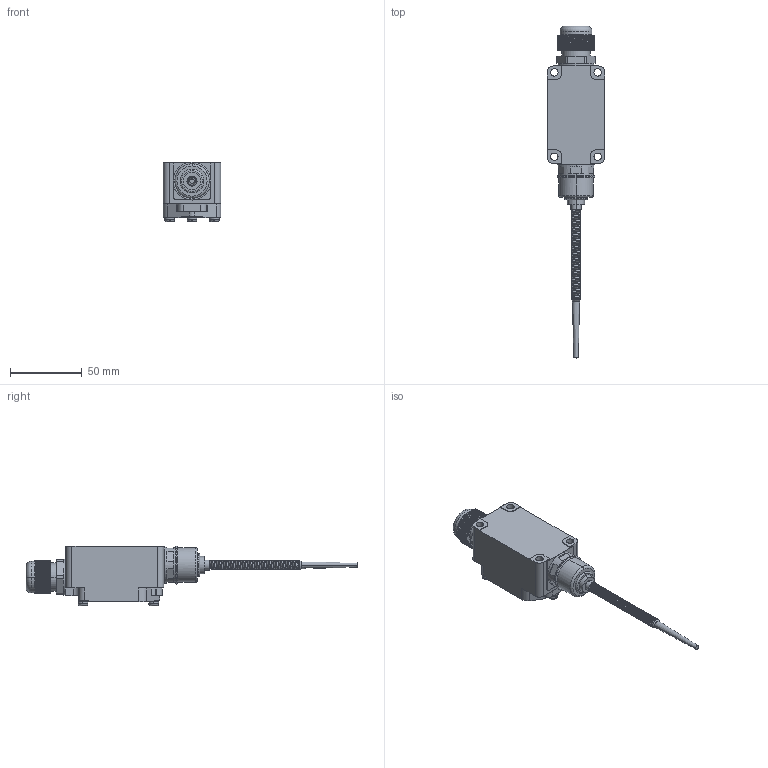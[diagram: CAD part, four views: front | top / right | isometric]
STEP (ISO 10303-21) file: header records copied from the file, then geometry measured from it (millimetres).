
FILE_DESCRIPTION((''),'2;1');
FILE_NAME('ASM0001_ASM','2024-11-22T',('Administrator'),('zyb.com'),'PRO/ENGINEER BY PARAMETRIC TECHNOLOGY CORPORATION, 2010280','PRO/ENGINEER BY PARAMETRIC TECHNOLOGY CORPORATION, 2010280','');
FILE_SCHEMA(('CONFIG_CONTROL_DESIGN'));
Length unit declared in the file: millimetre
Products named in the file (3): Y20241122001; LA167-Z5-166; ASM0001_ASM
Assembly tree (2 placements, depth 2):
  ASM0001_ASM
    Y20241122001
    LA167-Z5-166
Bounding box: 40 x 231 x 41.6 mm (x, y, z)
Volume: 112101.7 mm3; surface area: 27789.5 mm2
Topology: 5 solids, 5 shells, 615 faces, 1690 edges, 1100 vertices
Faces by surface type: plane 373, cylinder 182, torus 26, bspline 26, cone 8
Entity records: 29363 total; most frequent: CARTESIAN_POINT 14073, ORIENTED_EDGE 3380, DIRECTION 2914, EDGE_CURVE 1690, VERTEX_POINT 1100, AXIS2_PLACEMENT_3D 998, VECTOR 918, LINE 918
